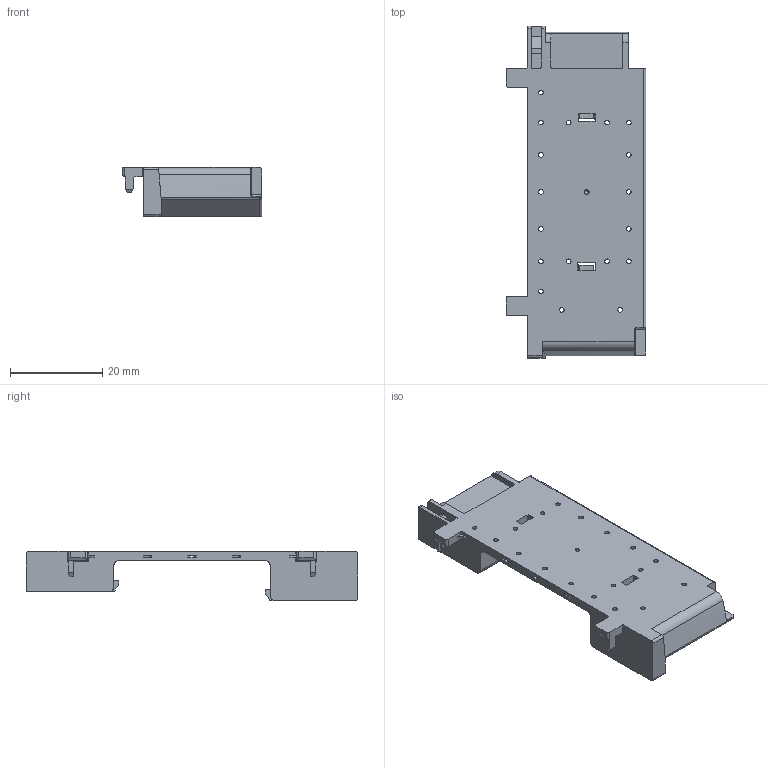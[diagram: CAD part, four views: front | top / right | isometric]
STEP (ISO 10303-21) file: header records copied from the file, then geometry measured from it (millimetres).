
FILE_DESCRIPTION((''),'2;1');
FILE_NAME('SB105113_3D_COLOUR','2013-09-02T',('SESA231906'),('Schneider-Electric'),'PRO/ENGINEER BY PARAMETRIC TECHNOLOGY CORPORATION, 2011410','PRO/ENGINEER BY PARAMETRIC TECHNOLOGY CORPORATION, 2011410','');
FILE_SCHEMA(('CONFIG_CONTROL_DESIGN'));
Length unit declared in the file: millimetre
Products named in the file (1): SB105113_3D_COLOUR
Bounding box: 30.25 x 71.8 x 10.6 mm (x, y, z)
Volume: 8735.8 mm3; surface area: 7820.8 mm2
Topology: 1 solids, 1 shells, 635 faces, 1853 edges, 1206 vertices
Faces by surface type: plane 438, cylinder 190, cone 4, sphere 2, torus 1
Entity records: 21118 total; most frequent: CARTESIAN_POINT 3824, ORIENTED_EDGE 3694, DIRECTION 3472, EDGE_CURVE 1847, VECTOR 1452, LINE 1452, VERTEX_POINT 1206, AXIS2_PLACEMENT_3D 1010
